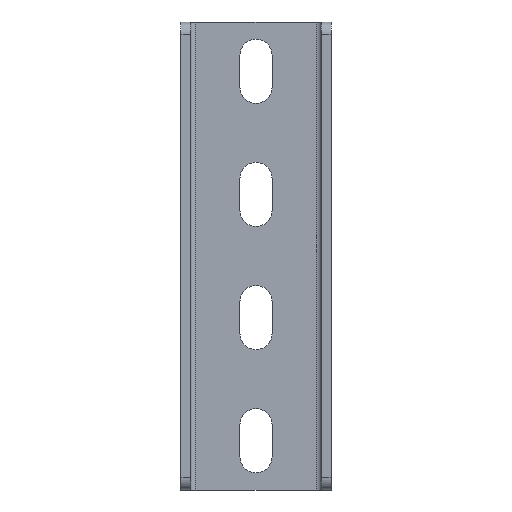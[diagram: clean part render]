
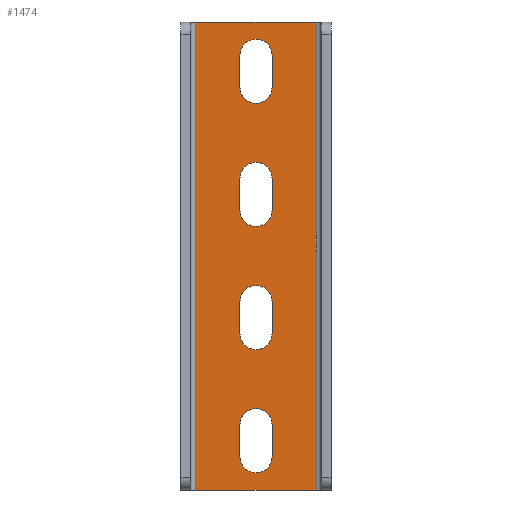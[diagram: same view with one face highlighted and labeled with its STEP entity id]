
A CAD part, front view. The second image highlights one B-rep face of the part: STEP entity #1474.
In plain terms, the highlighted planar face has unit normal (0, -1, 0).
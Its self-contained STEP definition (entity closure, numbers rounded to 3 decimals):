
#15=DIRECTION('',(1.,0.,0.));
#16=VECTOR('',#15,49.);
#17=CARTESIAN_POINT('',(-24.5,39.,-95.));
#18=LINE('',#17,#16);
#396=DIRECTION('',(0.,0.,1.));
#397=VECTOR('',#396,190.);
#398=CARTESIAN_POINT('',(24.5,39.,-95.));
#399=LINE('',#398,#397);
#400=DIRECTION('',(0.,0.,1.));
#401=VECTOR('',#400,190.);
#402=CARTESIAN_POINT('',(-24.5,39.,-95.));
#403=LINE('',#402,#401);
#404=CARTESIAN_POINT('',(0.,39.,-68.5));
#405=DIRECTION('',(0.,1.,0.));
#406=DIRECTION('',(-1.,0.,0.));
#407=AXIS2_PLACEMENT_3D('',#404,#405,#406);
#409=DIRECTION('',(0.,0.,1.));
#410=VECTOR('',#409,13.);
#411=CARTESIAN_POINT('',(-6.5,39.,-81.5));
#412=LINE('',#411,#410);
#413=CARTESIAN_POINT('',(0.,39.,-81.5));
#414=DIRECTION('',(0.,1.,0.));
#415=DIRECTION('',(1.,0.,0.));
#416=AXIS2_PLACEMENT_3D('',#413,#414,#415);
#418=DIRECTION('',(0.,0.,-1.));
#419=VECTOR('',#418,13.);
#420=CARTESIAN_POINT('',(6.5,39.,-68.5));
#421=LINE('',#420,#419);
#422=CARTESIAN_POINT('',(0.,39.,-18.5));
#423=DIRECTION('',(0.,1.,0.));
#424=DIRECTION('',(-1.,0.,0.));
#425=AXIS2_PLACEMENT_3D('',#422,#423,#424);
#427=DIRECTION('',(0.,0.,1.));
#428=VECTOR('',#427,13.);
#429=CARTESIAN_POINT('',(-6.5,39.,-31.5));
#430=LINE('',#429,#428);
#431=CARTESIAN_POINT('',(0.,39.,-31.5));
#432=DIRECTION('',(0.,1.,0.));
#433=DIRECTION('',(1.,0.,0.));
#434=AXIS2_PLACEMENT_3D('',#431,#432,#433);
#436=DIRECTION('',(0.,0.,-1.));
#437=VECTOR('',#436,13.);
#438=CARTESIAN_POINT('',(6.5,39.,-18.5));
#439=LINE('',#438,#437);
#440=CARTESIAN_POINT('',(0.,39.,31.5));
#441=DIRECTION('',(0.,1.,0.));
#442=DIRECTION('',(-1.,0.,0.));
#443=AXIS2_PLACEMENT_3D('',#440,#441,#442);
#445=DIRECTION('',(0.,0.,1.));
#446=VECTOR('',#445,13.);
#447=CARTESIAN_POINT('',(-6.5,39.,18.5));
#448=LINE('',#447,#446);
#449=CARTESIAN_POINT('',(0.,39.,18.5));
#450=DIRECTION('',(0.,1.,0.));
#451=DIRECTION('',(1.,0.,0.));
#452=AXIS2_PLACEMENT_3D('',#449,#450,#451);
#454=DIRECTION('',(0.,0.,-1.));
#455=VECTOR('',#454,13.);
#456=CARTESIAN_POINT('',(6.5,39.,31.5));
#457=LINE('',#456,#455);
#458=CARTESIAN_POINT('',(0.,39.,81.5));
#459=DIRECTION('',(0.,1.,0.));
#460=DIRECTION('',(-1.,0.,0.));
#461=AXIS2_PLACEMENT_3D('',#458,#459,#460);
#463=DIRECTION('',(0.,0.,1.));
#464=VECTOR('',#463,13.);
#465=CARTESIAN_POINT('',(-6.5,39.,68.5));
#466=LINE('',#465,#464);
#467=CARTESIAN_POINT('',(0.,39.,68.5));
#468=DIRECTION('',(0.,1.,0.));
#469=DIRECTION('',(1.,0.,0.));
#470=AXIS2_PLACEMENT_3D('',#467,#468,#469);
#472=DIRECTION('',(0.,0.,-1.));
#473=VECTOR('',#472,13.);
#474=CARTESIAN_POINT('',(6.5,39.,81.5));
#475=LINE('',#474,#473);
#591=DIRECTION('',(1.,0.,0.));
#592=VECTOR('',#591,49.);
#593=CARTESIAN_POINT('',(-24.5,39.,95.));
#594=LINE('',#593,#592);
#843=CARTESIAN_POINT('',(-24.5,39.,-95.));
#845=VERTEX_POINT('',#843);
#846=CARTESIAN_POINT('',(24.5,39.,-95.));
#847=VERTEX_POINT('',#846);
#859=CARTESIAN_POINT('',(-24.5,39.,95.));
#861=VERTEX_POINT('',#859);
#862=CARTESIAN_POINT('',(24.5,39.,95.));
#863=VERTEX_POINT('',#862);
#906=CARTESIAN_POINT('',(-6.5,39.,-68.5));
#907=CARTESIAN_POINT('',(6.5,39.,-68.5));
#908=VERTEX_POINT('',#906);
#909=VERTEX_POINT('',#907);
#910=CARTESIAN_POINT('',(6.5,39.,-81.5));
#911=VERTEX_POINT('',#910);
#912=CARTESIAN_POINT('',(-6.5,39.,-81.5));
#913=VERTEX_POINT('',#912);
#922=CARTESIAN_POINT('',(-6.5,39.,-18.5));
#923=CARTESIAN_POINT('',(6.5,39.,-18.5));
#924=VERTEX_POINT('',#922);
#925=VERTEX_POINT('',#923);
#926=CARTESIAN_POINT('',(6.5,39.,-31.5));
#927=VERTEX_POINT('',#926);
#928=CARTESIAN_POINT('',(-6.5,39.,-31.5));
#929=VERTEX_POINT('',#928);
#938=CARTESIAN_POINT('',(-6.5,39.,31.5));
#939=CARTESIAN_POINT('',(6.5,39.,31.5));
#940=VERTEX_POINT('',#938);
#941=VERTEX_POINT('',#939);
#942=CARTESIAN_POINT('',(6.5,39.,18.5));
#943=VERTEX_POINT('',#942);
#944=CARTESIAN_POINT('',(-6.5,39.,18.5));
#945=VERTEX_POINT('',#944);
#954=CARTESIAN_POINT('',(-6.5,39.,81.5));
#955=CARTESIAN_POINT('',(6.5,39.,81.5));
#956=VERTEX_POINT('',#954);
#957=VERTEX_POINT('',#955);
#958=CARTESIAN_POINT('',(6.5,39.,68.5));
#959=VERTEX_POINT('',#958);
#960=CARTESIAN_POINT('',(-6.5,39.,68.5));
#961=VERTEX_POINT('',#960);
#1421=CARTESIAN_POINT('',(-24.5,39.,-95.));
#1422=DIRECTION('',(0.,-1.,0.));
#1423=DIRECTION('',(1.,0.,0.));
#1424=AXIS2_PLACEMENT_3D('',#1421,#1422,#1423);
#1425=PLANE('',#1424);
#1426=ORIENTED_EDGE('',*,*,#1101,.F.);
#1428=ORIENTED_EDGE('',*,*,#1427,.T.);
#1430=ORIENTED_EDGE('',*,*,#1429,.T.);
#1431=ORIENTED_EDGE('',*,*,#1413,.F.);
#1432=EDGE_LOOP('',(#1426,#1428,#1430,#1431));
#1433=FACE_OUTER_BOUND('',#1432,.F.);
#1435=ORIENTED_EDGE('',*,*,#1434,.F.);
#1437=ORIENTED_EDGE('',*,*,#1436,.F.);
#1439=ORIENTED_EDGE('',*,*,#1438,.F.);
#1441=ORIENTED_EDGE('',*,*,#1440,.F.);
#1442=EDGE_LOOP('',(#1435,#1437,#1439,#1441));
#1443=FACE_BOUND('',#1442,.F.);
#1445=ORIENTED_EDGE('',*,*,#1444,.F.);
#1447=ORIENTED_EDGE('',*,*,#1446,.F.);
#1449=ORIENTED_EDGE('',*,*,#1448,.F.);
#1451=ORIENTED_EDGE('',*,*,#1450,.F.);
#1452=EDGE_LOOP('',(#1445,#1447,#1449,#1451));
#1453=FACE_BOUND('',#1452,.F.);
#1455=ORIENTED_EDGE('',*,*,#1454,.F.);
#1457=ORIENTED_EDGE('',*,*,#1456,.F.);
#1459=ORIENTED_EDGE('',*,*,#1458,.F.);
#1461=ORIENTED_EDGE('',*,*,#1460,.F.);
#1462=EDGE_LOOP('',(#1455,#1457,#1459,#1461));
#1463=FACE_BOUND('',#1462,.F.);
#1465=ORIENTED_EDGE('',*,*,#1464,.F.);
#1467=ORIENTED_EDGE('',*,*,#1466,.F.);
#1469=ORIENTED_EDGE('',*,*,#1468,.F.);
#1471=ORIENTED_EDGE('',*,*,#1470,.F.);
#1472=EDGE_LOOP('',(#1465,#1467,#1469,#1471));
#1473=FACE_BOUND('',#1472,.F.);
#1474=ADVANCED_FACE('',(#1433,#1443,#1453,#1463,#1473),#1425,.T.);
#408=CIRCLE('',#407,6.5);
#417=CIRCLE('',#416,6.5);
#426=CIRCLE('',#425,6.5);
#435=CIRCLE('',#434,6.5);
#444=CIRCLE('',#443,6.5);
#453=CIRCLE('',#452,6.5);
#462=CIRCLE('',#461,6.5);
#471=CIRCLE('',#470,6.5);
#1101=EDGE_CURVE('',#845,#847,#18,.T.);
#1413=EDGE_CURVE('',#847,#863,#399,.T.);
#1427=EDGE_CURVE('',#845,#861,#403,.T.);
#1429=EDGE_CURVE('',#861,#863,#594,.T.);
#1434=EDGE_CURVE('',#908,#909,#408,.T.);
#1436=EDGE_CURVE('',#913,#908,#412,.T.);
#1438=EDGE_CURVE('',#911,#913,#417,.T.);
#1440=EDGE_CURVE('',#909,#911,#421,.T.);
#1444=EDGE_CURVE('',#924,#925,#426,.T.);
#1446=EDGE_CURVE('',#929,#924,#430,.T.);
#1448=EDGE_CURVE('',#927,#929,#435,.T.);
#1450=EDGE_CURVE('',#925,#927,#439,.T.);
#1454=EDGE_CURVE('',#940,#941,#444,.T.);
#1456=EDGE_CURVE('',#945,#940,#448,.T.);
#1458=EDGE_CURVE('',#943,#945,#453,.T.);
#1460=EDGE_CURVE('',#941,#943,#457,.T.);
#1464=EDGE_CURVE('',#956,#957,#462,.T.);
#1466=EDGE_CURVE('',#961,#956,#466,.T.);
#1468=EDGE_CURVE('',#959,#961,#471,.T.);
#1470=EDGE_CURVE('',#957,#959,#475,.T.);
